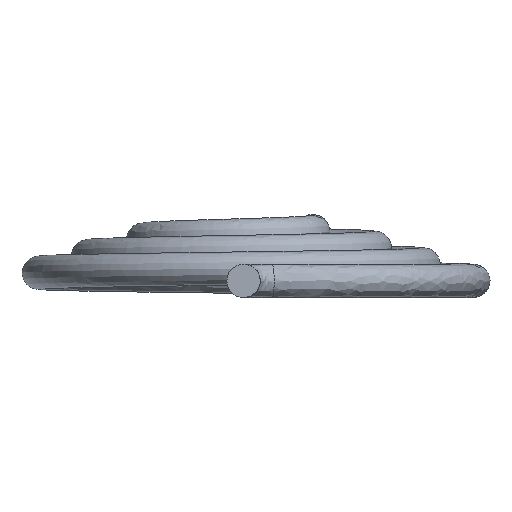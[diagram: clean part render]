
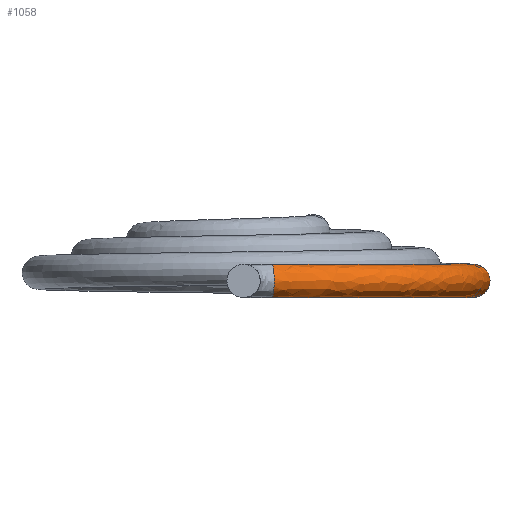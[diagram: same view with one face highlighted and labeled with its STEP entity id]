
A CAD part, front view. The second image highlights one B-rep face of the part: STEP entity #1058.
In plain terms, the highlighted free-form (B-spline) face has degree [3, 3] with [4, 4] control points.
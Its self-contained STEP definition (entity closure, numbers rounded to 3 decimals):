
#19 = CARTESIAN_POINT ( 'NONE',  ( 17.622, -4.491, -0.3 ) ) ;
#32 = CARTESIAN_POINT ( 'NONE',  ( 18.807, 0., -0.3 ) ) ;
#45 = CARTESIAN_POINT ( 'NONE',  ( 19.299, -2.558, 0.3 ) ) ;
#128 = CARTESIAN_POINT ( 'NONE',  ( 15.021, -4.208, -0.3 ) ) ;
#131 = DIRECTION ( 'NONE',  ( -0.995, -0.104, 0. ) ) ;
#141 = CARTESIAN_POINT ( 'NONE',  ( 14.5, -0.09, 0.3 ) ) ;
#149 = EDGE_LOOP ( 'NONE', ( #240, #1105, #248, #547 ) ) ;
#166 = AXIS2_PLACEMENT_3D ( 'NONE', #638, #1106, #1194 ) ;
#240 = ORIENTED_EDGE ( 'NONE', *, *, #1008, .F. ) ;
#248 = ORIENTED_EDGE ( 'NONE', *, *, #1192, .T. ) ;
#267 = CARTESIAN_POINT ( 'NONE',  ( 17.239, -3.928, 0.3 ) ) ;
#270 = CARTESIAN_POINT ( 'NONE',  ( 18.65, 0., 0.3 ) ) ;
#274 = VERTEX_POINT ( 'NONE', #728 ) ;
#276 = CARTESIAN_POINT ( 'NONE',  ( 18.65, 0., 0.3 ) ) ;
#326 =( BOUNDED_SURFACE ( )  B_SPLINE_SURFACE ( 3, 3, ( 
 ( #128, #609, #1209, #1337 ),
 ( #378, #19, #843, #1344 ),
 ( #747, #1077, #45, #395 ),
 ( #521, #267, #975, #276 ) ),
 .UNSPECIFIED., .F., .F., .T. ) 
 B_SPLINE_SURFACE_WITH_KNOTS ( ( 4, 4 ),
 ( 4, 4 ),
 ( 0., 1. ),
 ( 0., 1. ),
 .UNSPECIFIED. ) 
 GEOMETRIC_REPRESENTATION_ITEM ( )  RATIONAL_B_SPLINE_SURFACE ( (
 ( 1., 0.829, 0.829, 1.),
 ( 0.333, 0.276, 0.276, 0.333),
 ( 0.333, 0.276, 0.276, 0.333),
 ( 1., 0.829, 0.829, 1.) ) ) 
 REPRESENTATION_ITEM ( '' )  SURFACE ( )  );
#378 = CARTESIAN_POINT ( 'NONE',  ( 15.083, -4.805, -0.3 ) ) ;
#395 = CARTESIAN_POINT ( 'NONE',  ( 19.25, 0., 0.3 ) ) ;
#402 = VERTEX_POINT ( 'NONE', #1324 ) ;
#498 = CARTESIAN_POINT ( 'NONE',  ( 18.95, 0., 0.157 ) ) ;
#511 = CARTESIAN_POINT ( 'NONE',  ( 18.65, 0., -0.3 ) ) ;
#521 = CARTESIAN_POINT ( 'NONE',  ( 15.021, -4.208, 0.3 ) ) ;
#547 = ORIENTED_EDGE ( 'NONE', *, *, #850, .F. ) ;
#608 = VERTEX_POINT ( 'NONE', #722 ) ;
#609 = CARTESIAN_POINT ( 'NONE',  ( 17.239, -3.928, -0.3 ) ) ;
#612 = CARTESIAN_POINT ( 'NONE',  ( 18.807, 0., 0.3 ) ) ;
#624 = FACE_OUTER_BOUND ( 'NONE', #149, .T. ) ;
#627 = CARTESIAN_POINT ( 'NONE',  ( 18.65, 0., 0.3 ) ) ;
#638 = CARTESIAN_POINT ( 'NONE',  ( 14.5, -0.09, -0.3 ) ) ;
#718 = VERTEX_POINT ( 'NONE', #270 ) ;
#722 = CARTESIAN_POINT ( 'NONE',  ( 15.021, -4.208, 0.3 ) ) ;
#728 = CARTESIAN_POINT ( 'NONE',  ( 18.65, 0., -0.3 ) ) ;
#747 = CARTESIAN_POINT ( 'NONE',  ( 15.083, -4.805, 0.3 ) ) ;
#780 = EDGE_CURVE ( 'NONE', #402, #608, #1066, .T. ) ;
#837 = DIRECTION ( 'NONE',  ( 0., 0., -1. ) ) ;
#843 = CARTESIAN_POINT ( 'NONE',  ( 19.299, -2.558, -0.3 ) ) ;
#850 = EDGE_CURVE ( 'NONE', #718, #274, #1464, .T. ) ;
#852 = DIRECTION ( 'NONE',  ( 0., 0., 1. ) ) ;
#962 = CARTESIAN_POINT ( 'NONE',  ( 18.95, 0., -0.157 ) ) ;
#975 = CARTESIAN_POINT ( 'NONE',  ( 18.699, -2.235, 0.3 ) ) ;
#1008 = EDGE_CURVE ( 'NONE', #608, #718, #1135, .T. ) ;
#1058 = ADVANCED_FACE ( 'NONE', ( #624 ), #326, .F. ) ;
#1066 = CIRCLE ( 'NONE', #1287, 0.3 ) ;
#1077 = CARTESIAN_POINT ( 'NONE',  ( 17.622, -4.491, 0.3 ) ) ;
#1085 = DIRECTION ( 'NONE',  ( 0.125, -0.992, 0. ) ) ;
#1105 = ORIENTED_EDGE ( 'NONE', *, *, #780, .F. ) ;
#1106 = DIRECTION ( 'NONE',  ( 0., 0., 1. ) ) ;
#1135 = CIRCLE ( 'NONE', #1213, 4.151 ) ;
#1192 = EDGE_CURVE ( 'NONE', #402, #274, #1317, .T. ) ;
#1194 = DIRECTION ( 'NONE',  ( 0.125, -0.992, 0. ) ) ;
#1209 = CARTESIAN_POINT ( 'NONE',  ( 18.699, -2.235, -0.3 ) ) ;
#1212 = CARTESIAN_POINT ( 'NONE',  ( 15.021, -4.208, 0. ) ) ;
#1213 = AXIS2_PLACEMENT_3D ( 'NONE', #141, #852, #1085 ) ;
#1287 = AXIS2_PLACEMENT_3D ( 'NONE', #1212, #131, #837 ) ;
#1317 = CIRCLE ( 'NONE', #166, 4.151 ) ;
#1324 = CARTESIAN_POINT ( 'NONE',  ( 15.021, -4.208, -0.3 ) ) ;
#1337 = CARTESIAN_POINT ( 'NONE',  ( 18.65, 0., -0.3 ) ) ;
#1344 = CARTESIAN_POINT ( 'NONE',  ( 19.25, 0., -0.3 ) ) ;
#1464 = B_SPLINE_CURVE_WITH_KNOTS ( 'NONE', 3,
 ( #627, #612, #498, #962, #32, #511 ),
 .UNSPECIFIED., .F., .F.,
 ( 4, 2, 4 ),
 ( 0., 0.5, 1. ),
 .UNSPECIFIED. ) ;
